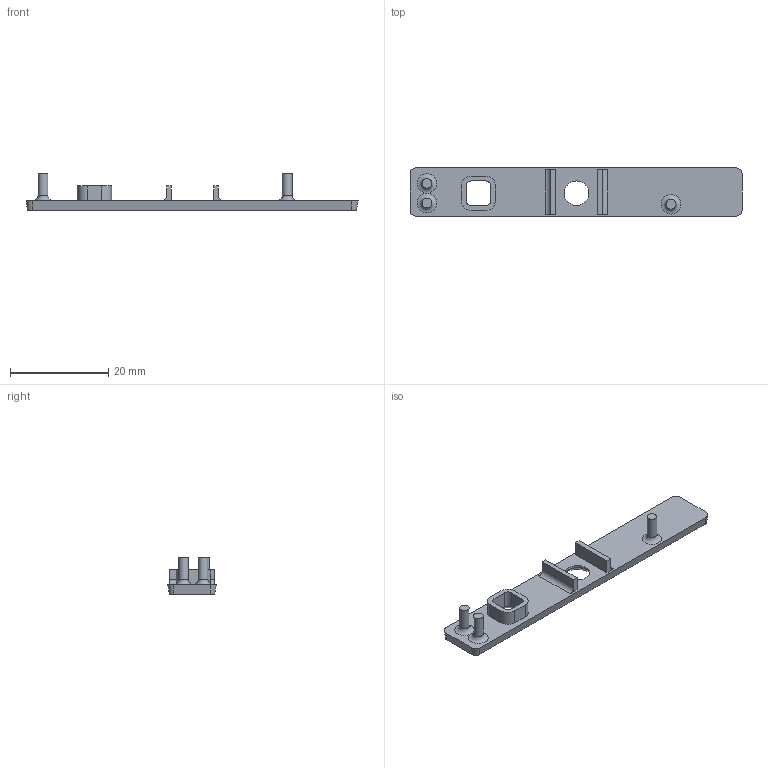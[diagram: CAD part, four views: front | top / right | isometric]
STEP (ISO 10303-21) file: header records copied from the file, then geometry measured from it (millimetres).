
FILE_DESCRIPTION(/* description */ (''),/* implementation_level */ '2;1');
FILE_NAME(/* name */ 'Front_Cover v14.step',/* time_stamp */ '2022-05-08T16:59:55+02:00',/* author */ (''),/* organization */ (''),/* preprocessor_version */ 'ST-DEVELOPER v18.1',/* originating_system */ 'Autodesk Translation Framework v10.14.0.1471',/* authorisation */ '');
FILE_SCHEMA (('AUTOMOTIVE_DESIGN { 1 0 10303 214 3 1 1 }'));
Length unit declared in the file: millimetre
Products named in the file (1): Front_Cover
Bounding box: 67.71 x 9.91 x 7.5 mm (x, y, z)
Volume: 1314.6 mm3; surface area: 1913.8 mm2
Topology: 1 solids, 1 shells, 80 faces, 194 edges, 125 vertices
Faces by surface type: plane 54, cylinder 14, cone 9, torus 3
Full cylindrical faces by diameter (mm): 2 x3, 5 x1
Entity records: 2364 total; most frequent: DIRECTION 405, CARTESIAN_POINT 400, ORIENTED_EDGE 388, EDGE_CURVE 194, LINE 145, VECTOR 145, AXIS2_PLACEMENT_3D 130, VERTEX_POINT 125
